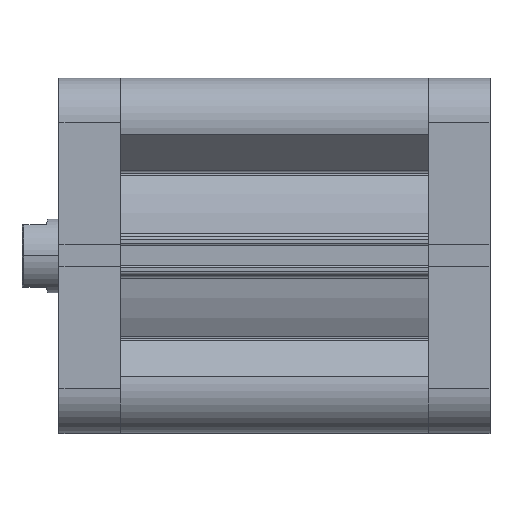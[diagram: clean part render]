
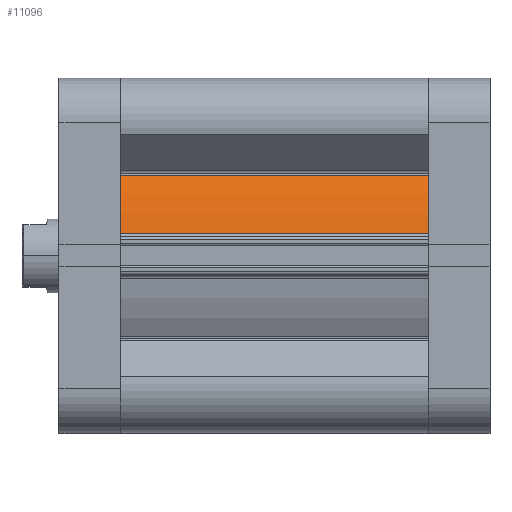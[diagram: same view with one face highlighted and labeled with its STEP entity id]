
A CAD part, top view. The second image highlights one B-rep face of the part: STEP entity #11096.
In plain terms, the highlighted cylindrical face has radius 43.5 mm (diameter 87 mm), a partial arc.
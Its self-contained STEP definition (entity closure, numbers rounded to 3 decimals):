
#363 = EDGE_CURVE ( 'NONE', #4336, #4600, #2414, .T. ) ;
#371 = EDGE_CURVE ( 'NONE', #4308, #4600, #2420, .T. ) ;
#381 = EDGE_CURVE ( 'NONE', #4336, #4596, #3587, .T. ) ;
#383 = EDGE_CURVE ( 'NONE', #4596, #4308, #3592, .T. ) ;
#957 = AXIS2_PLACEMENT_3D ( 'NONE', #2948, #2964, #2965 ) ;
#965 = AXIS2_PLACEMENT_3D ( 'NONE', #2991, #3013, #3014 ) ;
#2414 = CIRCLE ( 'NONE', #957, 43.5 ) ;
#2418 = VECTOR ( 'NONE', #2985, 1000. ) ;
#2420 = LINE ( 'NONE', #2984, #2418 ) ;
#2948 = CARTESIAN_POINT ( 'NONE',  ( 0., 0., 83.5 ) ) ;
#2964 = DIRECTION ( 'NONE',  ( 0., 0., 1. ) ) ;
#2965 = DIRECTION ( 'NONE',  ( 1., 0., 0. ) ) ;
#2984 = CARTESIAN_POINT ( 'NONE',  ( 37.663, 21.765, 83.5 ) ) ;
#2985 = DIRECTION ( 'NONE',  ( 0., 0., 1. ) ) ;
#2991 = CARTESIAN_POINT ( 'NONE',  ( 0., 0., 0. ) ) ;
#3009 = CARTESIAN_POINT ( 'NONE',  ( 43.069, 6.11, 83.5 ) ) ;
#3010 = DIRECTION ( 'NONE',  ( 0., 0., -1. ) ) ;
#3013 = DIRECTION ( 'NONE',  ( 0., 0., 1. ) ) ;
#3014 = DIRECTION ( 'NONE',  ( 1., 0., 0. ) ) ;
#3587 = LINE ( 'NONE', #3009, #3588 ) ;
#3588 = VECTOR ( 'NONE', #3010, 1000. ) ;
#3592 = CIRCLE ( 'NONE', #965, 43.5 ) ;
#4308 = VERTEX_POINT ( 'NONE', #7421 ) ;
#4336 = VERTEX_POINT ( 'NONE', #7430 ) ;
#4596 = VERTEX_POINT ( 'NONE', #7508 ) ;
#4600 = VERTEX_POINT ( 'NONE', #7511 ) ;
#6166 = EDGE_LOOP ( 'NONE', ( #8858, #8767, #9608, #9361 ) ) ;
#7421 = CARTESIAN_POINT ( 'NONE',  ( 37.663, 21.765, 0. ) ) ;
#7430 = CARTESIAN_POINT ( 'NONE',  ( 43.069, 6.11, 83.5 ) ) ;
#7508 = CARTESIAN_POINT ( 'NONE',  ( 43.069, 6.11, 0. ) ) ;
#7511 = CARTESIAN_POINT ( 'NONE',  ( 37.663, 21.765, 83.5 ) ) ;
#8502 = AXIS2_PLACEMENT_3D ( 'NONE', #9844, #9843, #9842 ) ;
#8767 = ORIENTED_EDGE ( 'NONE', *, *, #381, .T. ) ;
#8858 = ORIENTED_EDGE ( 'NONE', *, *, #363, .F. ) ;
#9361 = ORIENTED_EDGE ( 'NONE', *, *, #371, .T. ) ;
#9608 = ORIENTED_EDGE ( 'NONE', *, *, #383, .T. ) ;
#9842 = DIRECTION ( 'NONE',  ( -1., 0., 0. ) ) ;
#9843 = DIRECTION ( 'NONE',  ( 0., 0., -1. ) ) ;
#9844 = CARTESIAN_POINT ( 'NONE',  ( 0., 0., 83.5 ) ) ;
#10323 = FACE_OUTER_BOUND ( 'NONE', #6166, .T. ) ;
#10326 = CYLINDRICAL_SURFACE ( 'NONE', #8502, 43.5 ) ;
#11096 = ADVANCED_FACE ( 'NONE', ( #10323 ), #10326, .T. ) ;
